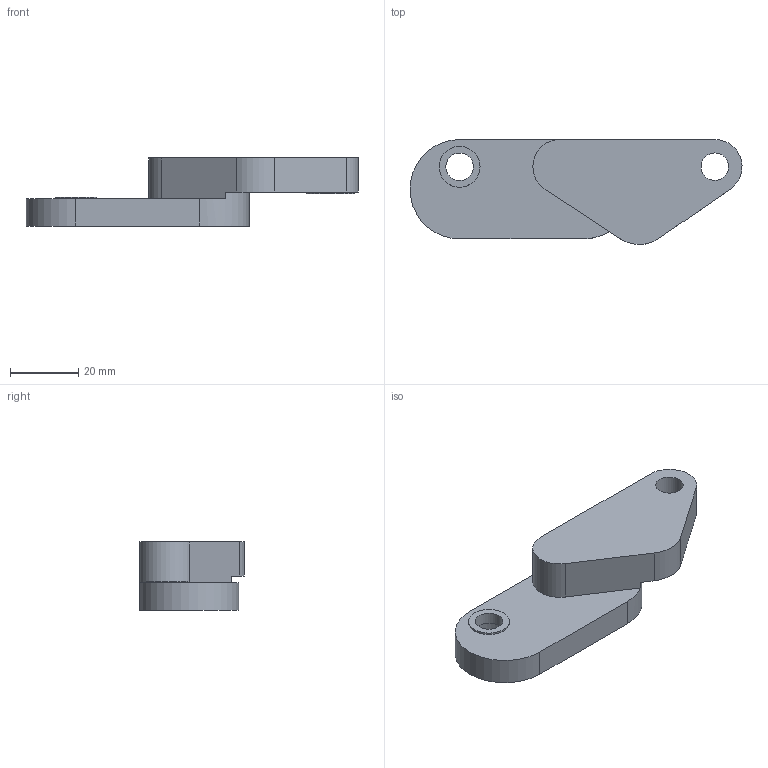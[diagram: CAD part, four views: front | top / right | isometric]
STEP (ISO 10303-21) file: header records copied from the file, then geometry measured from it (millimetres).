
FILE_DESCRIPTION(/* description */ (''),/* implementation_level */ '2;1');
FILE_NAME(/* name */ 'b link.stp',/* time_stamp */ '2025-01-12T19:59:55-05:00',/* author */ ('derm'),/* organization */ (''),/* preprocessor_version */ 'ST-DEVELOPER v20',/* originating_system */ 'Autodesk Inventor 2025',/* authorisation */ '');
FILE_SCHEMA (('AUTOMOTIVE_DESIGN { 1 0 10303 214 3 1 1 }'));
Length unit declared in the file: millimetre
Products named in the file (1): b link
Bounding box: 97.57 x 30.84 x 20 mm (x, y, z)
Volume: 27456 mm3; surface area: 8487.5 mm2
Topology: 1 solids, 1 shells, 23 faces, 54 edges, 36 vertices
Faces by surface type: plane 12, cylinder 11
Full cylindrical faces by diameter (mm): 8.1 x2, 12.021 x1, 13.162 x1, 14.144 x1
Entity records: 722 total; most frequent: DIRECTION 125, CARTESIAN_POINT 114, ORIENTED_EDGE 108, EDGE_CURVE 54, AXIS2_PLACEMENT_3D 47, VERTEX_POINT 36, LINE 31, VECTOR 31
